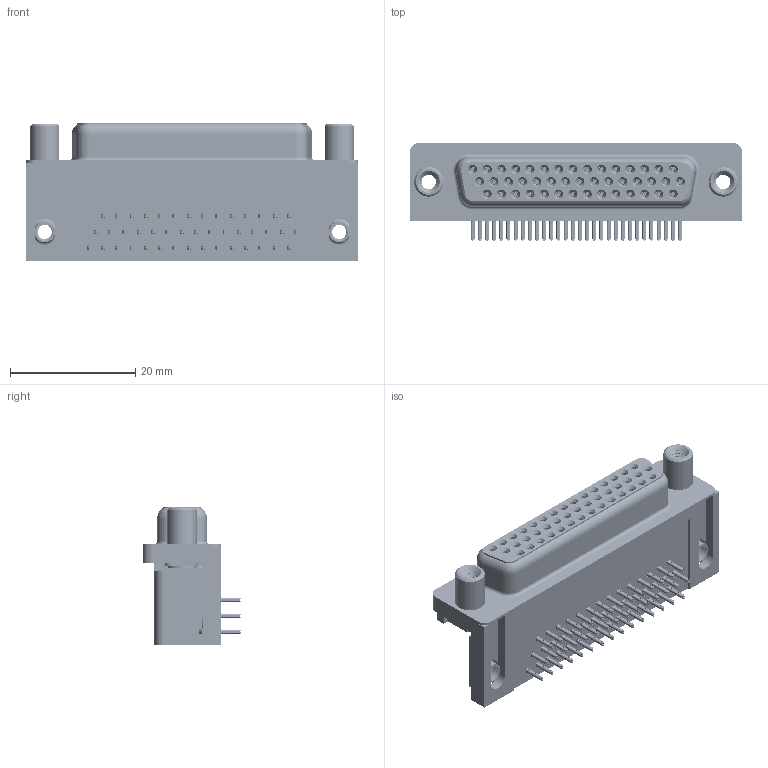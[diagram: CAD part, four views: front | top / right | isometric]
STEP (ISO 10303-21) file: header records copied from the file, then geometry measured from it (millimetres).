
FILE_DESCRIPTION (( 'STEP AP203' ), '1' );
FILE_NAME ('634-044-663-050.STEP', '2018-11-10T01:12:15', ( '' ), ( '' ), 'SwSTEP 2.0', 'SolidWorks 2016', '' );
FILE_SCHEMA (( 'CONFIG_CONTROL_DESIGN' ));
Length unit declared in the file: millimetre
Products named in the file (8): 4-40 Threaded Board Mount; Round Threaded Standoff; 634-044-663-050; 634 Housing_44 Socket; 634 Shell_44 Socket; Contact Bottom; Contact Middle; Contact Top
Assembly tree (50 placements, depth 2):
  634-044-663-050
    634 Housing_44 Socket
    634 Shell_44 Socket
    Contact Bottom  x14
    Contact Middle  x15
    Contact Top  x15
    4-40 Threaded Board Mount  x2
    Round Threaded Standoff  x2
Bounding box: 53.04 x 15.73 x 22.1 mm (x, y, z)
Volume: 9458.7 mm3; surface area: 13558.7 mm2
Topology: 50 solids, 50 shells, 6561 faces, 17266 edges, 10842 vertices
Faces by surface type: plane 2921, bspline 1550, cylinder 1516, cone 540, torus 34
Entity records: 46728 total; most frequent: CARTESIAN_POINT 15274, ORIENTED_EDGE 6264, DIRECTION 5684, EDGE_CURVE 3132, LINE 2078, VECTOR 2078, VERTEX_POINT 2004, AXIS2_PLACEMENT_3D 1803
